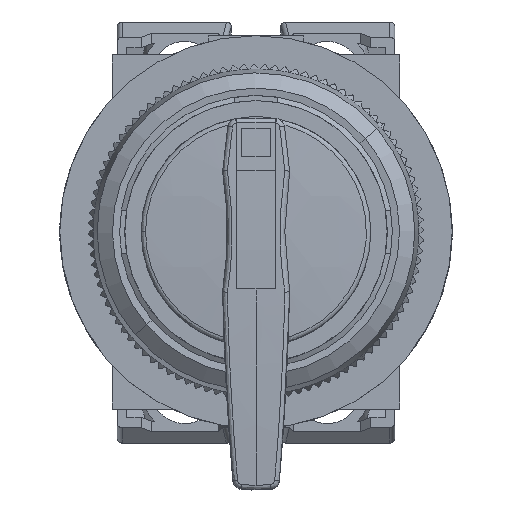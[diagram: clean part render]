
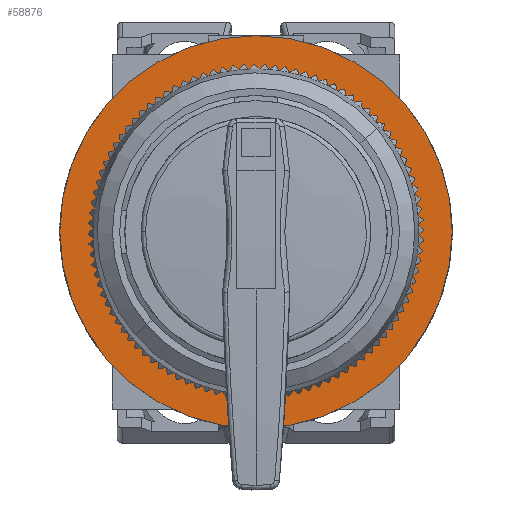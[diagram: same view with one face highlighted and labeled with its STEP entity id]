
A CAD part, top view. The second image highlights one B-rep face of the part: STEP entity #58876.
In plain terms, the highlighted planar face has unit normal (0, 0, 1).
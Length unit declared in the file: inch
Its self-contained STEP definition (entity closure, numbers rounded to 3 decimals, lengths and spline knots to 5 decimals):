
#1698 = DIRECTION ( 'NONE',  ( 0., 0., 1. ) ) ;
#9614 = EDGE_CURVE ( 'NONE', #83968, #29414, #36322, .T. ) ;
#11110 = DIRECTION ( 'NONE',  ( 0., 0., 1. ) ) ;
#11419 = VERTEX_POINT ( 'NONE', #23109 ) ;
#11792 = AXIS2_PLACEMENT_3D ( 'NONE', #39869, #39226, #83630 ) ;
#12886 = DIRECTION ( 'NONE',  ( -1., 0., 0. ) ) ;
#13722 = EDGE_LOOP ( 'NONE', ( #58941, #36336 ) ) ;
#17111 = AXIS2_PLACEMENT_3D ( 'NONE', #56051, #85601, #12886 ) ;
#20473 = FACE_BOUND ( 'NONE', #78240, .T. ) ;
#21325 = CARTESIAN_POINT ( 'NONE',  ( -0.36187, -0.1532, 0.23622 ) ) ;
#21626 = DIRECTION ( 'NONE',  ( -1., 0., 0. ) ) ;
#23109 = CARTESIAN_POINT ( 'NONE',  ( 0.44522, -0.1532, 0.23622 ) ) ;
#24580 = CARTESIAN_POINT ( 'NONE',  ( -1.16896, -0.1532, 0.23622 ) ) ;
#25568 = VERTEX_POINT ( 'NONE', #24580 ) ;
#29414 = VERTEX_POINT ( 'NONE', #76701 ) ;
#31653 = EDGE_CURVE ( 'NONE', #11419, #25568, #74428, .T. ) ;
#36322 = CIRCLE ( 'NONE', #76478, 0.62598 ) ;
#36336 = ORIENTED_EDGE ( 'NONE', *, *, #31653, .T. ) ;
#37230 = CARTESIAN_POINT ( 'NONE',  ( -0.36187, -0.1532, 0.23622 ) ) ;
#39226 = DIRECTION ( 'NONE',  ( 0., 0., -1. ) ) ;
#39869 = CARTESIAN_POINT ( 'NONE',  ( -0.36187, -0.1532, 0.23622 ) ) ;
#43627 = ORIENTED_EDGE ( 'NONE', *, *, #9614, .T. ) ;
#47393 = CIRCLE ( 'NONE', #85403, 0.80709 ) ;
#48568 = EDGE_CURVE ( 'NONE', #25568, #11419, #47393, .T. ) ;
#56051 = CARTESIAN_POINT ( 'NONE',  ( -0.36187, -0.1532, 0.23622 ) ) ;
#57527 = ORIENTED_EDGE ( 'NONE', *, *, #91671, .T. ) ;
#58876 = ADVANCED_FACE ( 'NONE', ( #20473, #92524 ), #67780, .T. ) ;
#58941 = ORIENTED_EDGE ( 'NONE', *, *, #48568, .T. ) ;
#67780 = PLANE ( 'NONE',  #85202 ) ;
#68088 = DIRECTION ( 'NONE',  ( 1., 0., 0. ) ) ;
#74428 = CIRCLE ( 'NONE', #17111, 0.80709 ) ;
#74668 = CIRCLE ( 'NONE', #11792, 0.62598 ) ;
#76478 = AXIS2_PLACEMENT_3D ( 'NONE', #21325, #93404, #21626 ) ;
#76701 = CARTESIAN_POINT ( 'NONE',  ( -0.98785, -0.1532, 0.23622 ) ) ;
#78240 = EDGE_LOOP ( 'NONE', ( #57527, #43627 ) ) ;
#82574 = CARTESIAN_POINT ( 'NONE',  ( -0.36187, -0.1532, 0.23622 ) ) ;
#83630 = DIRECTION ( 'NONE',  ( -1., 0., 0. ) ) ;
#83968 = VERTEX_POINT ( 'NONE', #90741 ) ;
#85202 = AXIS2_PLACEMENT_3D ( 'NONE', #82574, #11110, #68088 ) ;
#85403 = AXIS2_PLACEMENT_3D ( 'NONE', #37230, #1698, #87664 ) ;
#85601 = DIRECTION ( 'NONE',  ( 0., 0., 1. ) ) ;
#87664 = DIRECTION ( 'NONE',  ( -1., 0., 0. ) ) ;
#90741 = CARTESIAN_POINT ( 'NONE',  ( 0.26412, -0.1532, 0.23622 ) ) ;
#91671 = EDGE_CURVE ( 'NONE', #29414, #83968, #74668, .T. ) ;
#92524 = FACE_OUTER_BOUND ( 'NONE', #13722, .T. ) ;
#93404 = DIRECTION ( 'NONE',  ( 0., 0., -1. ) ) ;
